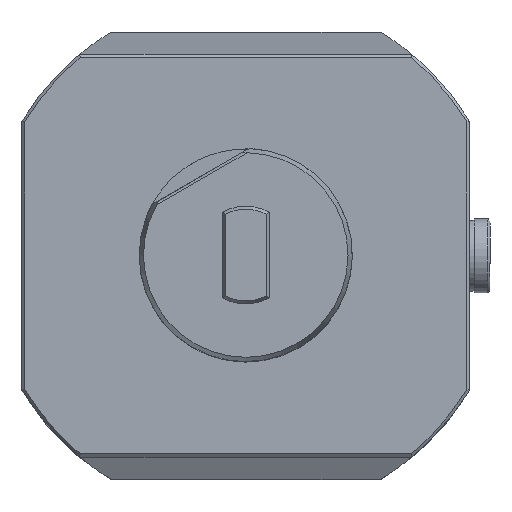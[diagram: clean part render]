
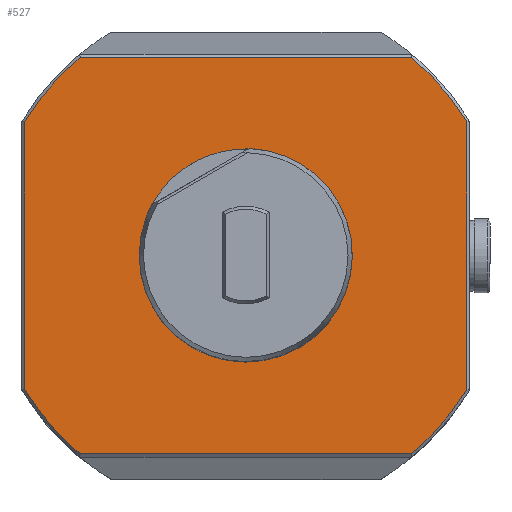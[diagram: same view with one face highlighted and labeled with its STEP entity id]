
A CAD part, top view. The second image highlights one B-rep face of the part: STEP entity #527.
In plain terms, the highlighted planar face has unit normal (0, 0, 1).
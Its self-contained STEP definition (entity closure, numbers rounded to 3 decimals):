
#133=LINE('',#3436,#238);
#134=LINE('',#3450,#239);
#135=LINE('',#3456,#240);
#136=LINE('',#3472,#241);
#238=VECTOR('',#2546,1.);
#239=VECTOR('',#2553,1.);
#240=VECTOR('',#2562,1.);
#241=VECTOR('',#2571,1.);
#386=FACE_BOUND('',#846,.T.);
#387=FACE_BOUND('',#847,.T.);
#527=ADVANCED_FACE('',(#386,#387),#618,.F.);
#618=PLANE('',#2146);
#846=EDGE_LOOP('',(#1193,#1194,#1195,#1196,#1197,#1198,#1199,#1200));
#847=EDGE_LOOP('',(#1201));
#1193=ORIENTED_EDGE('',*,*,#1782,.F.);
#1194=ORIENTED_EDGE('',*,*,#1781,.T.);
#1195=ORIENTED_EDGE('',*,*,#1778,.F.);
#1196=ORIENTED_EDGE('',*,*,#1776,.T.);
#1197=ORIENTED_EDGE('',*,*,#1774,.F.);
#1198=ORIENTED_EDGE('',*,*,#1773,.T.);
#1199=ORIENTED_EDGE('',*,*,#1770,.F.);
#1200=ORIENTED_EDGE('',*,*,#1769,.T.);
#1201=ORIENTED_EDGE('',*,*,#1783,.T.);
#1543=VERTEX_POINT('',#3433);
#1544=VERTEX_POINT('',#3435);
#1545=VERTEX_POINT('',#3439);
#1546=VERTEX_POINT('',#3449);
#1547=VERTEX_POINT('',#3453);
#1548=VERTEX_POINT('',#3457);
#1549=VERTEX_POINT('',#3461);
#1550=VERTEX_POINT('',#3471);
#1551=VERTEX_POINT('',#3477);
#1769=EDGE_CURVE('',#1543,#1544,#133,.T.);
#1770=EDGE_CURVE('',#1543,#1545,#1958,.T.);
#1773=EDGE_CURVE('',#1546,#1545,#134,.T.);
#1774=EDGE_CURVE('',#1546,#1547,#1959,.T.);
#1776=EDGE_CURVE('',#1548,#1547,#135,.T.);
#1778=EDGE_CURVE('',#1548,#1549,#1960,.T.);
#1781=EDGE_CURVE('',#1550,#1549,#136,.T.);
#1782=EDGE_CURVE('',#1550,#1544,#1961,.T.);
#1783=EDGE_CURVE('',#1551,#1551,#1962,.T.);
#1958=CIRCLE('',#2132,48.5);
#1959=CIRCLE('',#2135,48.5);
#1960=CIRCLE('',#2140,48.5);
#1961=CIRCLE('',#2143,48.5);
#1962=CIRCLE('',#2145,19.634);
#2132=AXIS2_PLACEMENT_3D('',#3438,#2549,#2550);
#2135=AXIS2_PLACEMENT_3D('',#3452,#2556,#2557);
#2140=AXIS2_PLACEMENT_3D('',#3460,#2567,#2568);
#2143=AXIS2_PLACEMENT_3D('',#3474,#2574,#2575);
#2145=AXIS2_PLACEMENT_3D('',#3476,#2578,#2579);
#2146=AXIS2_PLACEMENT_3D('',#3478,#2580,#2581);
#2546=DIRECTION('',(1.,0.,0.));
#2549=DIRECTION('',(0.,0.,-1.));
#2550=DIRECTION('',(0.,1.,0.));
#2553=DIRECTION('',(0.,-1.,0.));
#2556=DIRECTION('',(0.,0.,-1.));
#2557=DIRECTION('',(0.,1.,0.));
#2562=DIRECTION('',(-1.,0.,0.));
#2567=DIRECTION('',(0.,0.,-1.));
#2568=DIRECTION('',(0.,1.,0.));
#2571=DIRECTION('',(0.,1.,0.));
#2574=DIRECTION('',(0.,0.,-1.));
#2575=DIRECTION('',(0.,1.,0.));
#2578=DIRECTION('',(0.,0.,-1.));
#2579=DIRECTION('',(0.,1.,0.));
#2580=DIRECTION('',(0.,0.,-1.));
#2581=DIRECTION('',(0.,-1.,0.));
#3433=CARTESIAN_POINT('',(-31.091,-37.224,0.));
#3435=CARTESIAN_POINT('',(31.091,-37.224,0.));
#3436=CARTESIAN_POINT('',(0.,-37.224,0.));
#3438=CARTESIAN_POINT('',(0.,0.,0.));
#3439=CARTESIAN_POINT('',(-41.5,-25.1,0.));
#3449=CARTESIAN_POINT('',(-41.5,25.1,0.));
#3450=CARTESIAN_POINT('',(-41.5,48.5,0.));
#3452=CARTESIAN_POINT('',(0.,0.,0.));
#3453=CARTESIAN_POINT('',(-31.091,37.224,0.));
#3456=CARTESIAN_POINT('',(-30.482,37.224,0.));
#3457=CARTESIAN_POINT('',(31.091,37.224,0.));
#3460=CARTESIAN_POINT('',(0.,0.,0.));
#3461=CARTESIAN_POINT('',(41.5,25.1,0.));
#3471=CARTESIAN_POINT('',(41.5,-25.1,0.));
#3472=CARTESIAN_POINT('',(41.5,48.5,0.));
#3474=CARTESIAN_POINT('',(0.,0.,0.));
#3476=CARTESIAN_POINT('',(0.,0.,0.));
#3477=CARTESIAN_POINT('',(0.,19.634,0.));
#3478=CARTESIAN_POINT('',(30.,4.25,0.));
